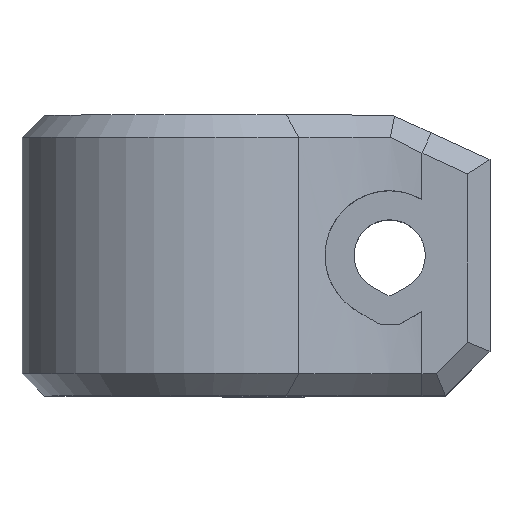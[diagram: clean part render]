
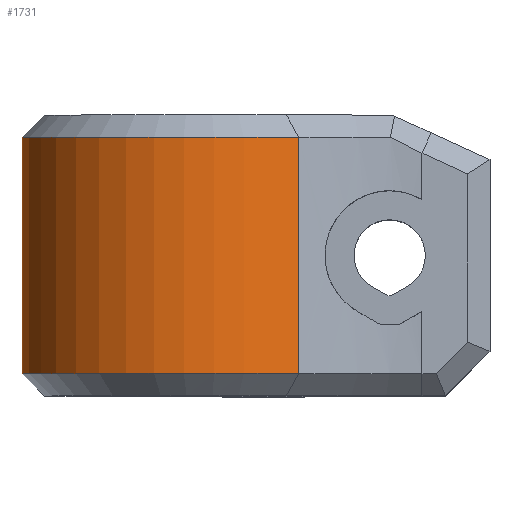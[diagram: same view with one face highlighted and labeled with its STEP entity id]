
A CAD part, top view. The second image highlights one B-rep face of the part: STEP entity #1731.
In plain terms, the highlighted cylindrical face has radius 8 mm (diameter 16 mm), a partial arc.
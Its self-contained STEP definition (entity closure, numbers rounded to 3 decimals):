
#122=CYLINDRICAL_SURFACE('',#1864,8.);
#143=FACE_OUTER_BOUND('',#249,.T.);
#249=EDGE_LOOP('',(#1239,#1240,#1241,#1242,#1243));
#367=LINE('',#2567,#577);
#368=LINE('',#2571,#578);
#369=LINE('',#2572,#579);
#577=VECTOR('',#2035,1000.);
#578=VECTOR('',#2038,1000.);
#579=VECTOR('',#2039,1000.);
#788=CIRCLE('',#1858,8.);
#792=CIRCLE('',#1865,8.);
#827=VERTEX_POINT('',#2522);
#828=VERTEX_POINT('',#2524);
#836=VERTEX_POINT('',#2566);
#837=VERTEX_POINT('',#2568);
#838=VERTEX_POINT('',#2570);
#978=EDGE_CURVE('',#828,#827,#788,.T.);
#987=EDGE_CURVE('',#827,#836,#367,.T.);
#988=EDGE_CURVE('',#836,#837,#792,.T.);
#989=EDGE_CURVE('',#838,#837,#368,.T.);
#990=EDGE_CURVE('',#828,#838,#369,.T.);
#1239=ORIENTED_EDGE('',*,*,#978,.T.);
#1240=ORIENTED_EDGE('',*,*,#987,.T.);
#1241=ORIENTED_EDGE('',*,*,#988,.T.);
#1242=ORIENTED_EDGE('',*,*,#989,.F.);
#1243=ORIENTED_EDGE('',*,*,#990,.F.);
#1731=ADVANCED_FACE('',(#143),#122,.T.);
#1858=AXIS2_PLACEMENT_3D('',#2525,#2018,#2019);
#1864=AXIS2_PLACEMENT_3D('',#2565,#2033,#2034);
#1865=AXIS2_PLACEMENT_3D('',#2569,#2036,#2037);
#2018=DIRECTION('center_axis',(0.,1.,0.));
#2019=DIRECTION('ref_axis',(0.,0.,1.));
#2033=DIRECTION('center_axis',(0.,1.,0.));
#2034=DIRECTION('ref_axis',(0.,0.,1.));
#2035=DIRECTION('',(0.,1.,0.));
#2036=DIRECTION('center_axis',(0.,-1.,0.));
#2037=DIRECTION('ref_axis',(0.,0.,-1.));
#2038=DIRECTION('',(0.,1.,0.));
#2039=DIRECTION('',(0.,1.,0.));
#2522=CARTESIAN_POINT('',(12.422,-5.3,6.667));
#2524=CARTESIAN_POINT('',(8.,-5.3,-8.));
#2525=CARTESIAN_POINT('Origin',(8.,-5.3,0.));
#2565=CARTESIAN_POINT('Origin',(8.,-8.,0.));
#2566=CARTESIAN_POINT('',(12.422,5.3,6.667));
#2567=CARTESIAN_POINT('',(12.422,-8.,6.667));
#2568=CARTESIAN_POINT('',(8.,5.3,-8.));
#2569=CARTESIAN_POINT('Origin',(8.,5.3,0.));
#2570=CARTESIAN_POINT('',(8.,1.7,-8.));
#2571=CARTESIAN_POINT('',(8.,-8.,-8.));
#2572=CARTESIAN_POINT('',(8.,-8.,-8.));
